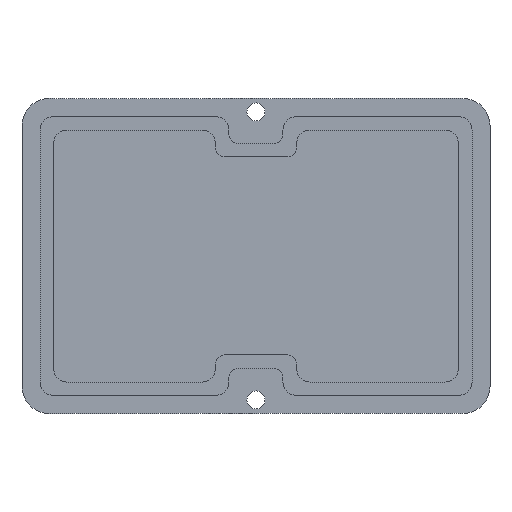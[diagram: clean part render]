
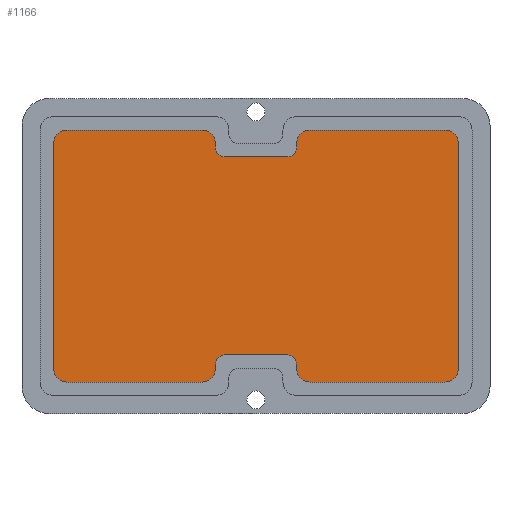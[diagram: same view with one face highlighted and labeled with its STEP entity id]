
A CAD part, front view. The second image highlights one B-rep face of the part: STEP entity #1166.
In plain terms, the highlighted planar face has unit normal (0, -1, 0).
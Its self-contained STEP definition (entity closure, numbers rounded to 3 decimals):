
#57=CARTESIAN_POINT('',(-3.5,0.,-12.));
#58=DIRECTION('',(0.,-1.,0.));
#59=DIRECTION('',(0.,0.,1.));
#60=AXIS2_PLACEMENT_3D('',#57,#58,#59);
#62=DIRECTION('',(0.,0.,-1.));
#63=VECTOR('',#62,0.5);
#64=CARTESIAN_POINT('',(-4.5,0.,-12.));
#65=LINE('',#64,#63);
#66=CARTESIAN_POINT('',(-6.,0.,-12.5));
#67=DIRECTION('',(0.,-1.,0.));
#68=DIRECTION('',(0.,0.,-1.));
#69=AXIS2_PLACEMENT_3D('',#66,#67,#68);
#71=DIRECTION('',(-1.,0.,0.));
#72=VECTOR('',#71,15.);
#73=CARTESIAN_POINT('',(-6.,0.,-14.));
#74=LINE('',#73,#72);
#75=CARTESIAN_POINT('',(-21.,0.,-12.5));
#76=DIRECTION('',(0.,-1.,0.));
#77=DIRECTION('',(-1.,0.,0.));
#78=AXIS2_PLACEMENT_3D('',#75,#76,#77);
#80=CARTESIAN_POINT('',(-21.,0.,12.5));
#81=DIRECTION('',(0.,1.,0.));
#82=DIRECTION('',(-1.,0.,0.));
#83=AXIS2_PLACEMENT_3D('',#80,#81,#82);
#85=DIRECTION('',(-1.,0.,0.));
#86=VECTOR('',#85,15.);
#87=CARTESIAN_POINT('',(-6.,0.,14.));
#88=LINE('',#87,#86);
#89=CARTESIAN_POINT('',(-6.,0.,12.5));
#90=DIRECTION('',(0.,1.,0.));
#91=DIRECTION('',(0.,0.,1.));
#92=AXIS2_PLACEMENT_3D('',#89,#90,#91);
#94=DIRECTION('',(0.,0.,1.));
#95=VECTOR('',#94,0.5);
#96=CARTESIAN_POINT('',(-4.5,0.,12.));
#97=LINE('',#96,#95);
#98=CARTESIAN_POINT('',(-3.5,0.,12.));
#99=DIRECTION('',(0.,1.,0.));
#100=DIRECTION('',(0.,0.,-1.));
#101=AXIS2_PLACEMENT_3D('',#98,#99,#100);
#103=CARTESIAN_POINT('',(3.5,0.,12.));
#104=DIRECTION('',(0.,-1.,0.));
#105=DIRECTION('',(0.,0.,-1.));
#106=AXIS2_PLACEMENT_3D('',#103,#104,#105);
#108=DIRECTION('',(0.,0.,1.));
#109=VECTOR('',#108,0.5);
#110=CARTESIAN_POINT('',(4.5,0.,12.));
#111=LINE('',#110,#109);
#112=CARTESIAN_POINT('',(6.,0.,12.5));
#113=DIRECTION('',(0.,-1.,0.));
#114=DIRECTION('',(0.,0.,1.));
#115=AXIS2_PLACEMENT_3D('',#112,#113,#114);
#117=DIRECTION('',(1.,0.,0.));
#118=VECTOR('',#117,15.);
#119=CARTESIAN_POINT('',(6.,0.,14.));
#120=LINE('',#119,#118);
#121=CARTESIAN_POINT('',(21.,0.,12.5));
#122=DIRECTION('',(0.,-1.,0.));
#123=DIRECTION('',(1.,0.,0.));
#124=AXIS2_PLACEMENT_3D('',#121,#122,#123);
#126=CARTESIAN_POINT('',(21.,0.,-12.5));
#127=DIRECTION('',(0.,1.,0.));
#128=DIRECTION('',(1.,0.,0.));
#129=AXIS2_PLACEMENT_3D('',#126,#127,#128);
#131=DIRECTION('',(1.,0.,0.));
#132=VECTOR('',#131,15.);
#133=CARTESIAN_POINT('',(6.,0.,-14.));
#134=LINE('',#133,#132);
#135=CARTESIAN_POINT('',(6.,0.,-12.5));
#136=DIRECTION('',(0.,1.,0.));
#137=DIRECTION('',(0.,0.,-1.));
#138=AXIS2_PLACEMENT_3D('',#135,#136,#137);
#140=DIRECTION('',(0.,0.,-1.));
#141=VECTOR('',#140,0.5);
#142=CARTESIAN_POINT('',(4.5,0.,-12.));
#143=LINE('',#142,#141);
#144=CARTESIAN_POINT('',(3.5,0.,-12.));
#145=DIRECTION('',(0.,1.,0.));
#146=DIRECTION('',(0.,0.,1.));
#147=AXIS2_PLACEMENT_3D('',#144,#145,#146);
#349=DIRECTION('',(1.,0.,0.));
#350=VECTOR('',#349,7.);
#351=CARTESIAN_POINT('',(-3.5,0.,-11.));
#352=LINE('',#351,#350);
#537=DIRECTION('',(0.,0.,-1.));
#538=VECTOR('',#537,25.);
#539=CARTESIAN_POINT('',(-22.5,0.,12.5));
#540=LINE('',#539,#538);
#593=DIRECTION('',(-1.,0.,0.));
#594=VECTOR('',#593,7.);
#595=CARTESIAN_POINT('',(3.5,0.,11.));
#596=LINE('',#595,#594);
#629=DIRECTION('',(0.,0.,1.));
#630=VECTOR('',#629,25.);
#631=CARTESIAN_POINT('',(22.5,0.,-12.5));
#632=LINE('',#631,#630);
#849=CARTESIAN_POINT('',(4.5,0.,12.));
#850=CARTESIAN_POINT('',(4.5,0.,12.5));
#851=VERTEX_POINT('',#849);
#852=VERTEX_POINT('',#850);
#853=CARTESIAN_POINT('',(6.,0.,14.));
#854=CARTESIAN_POINT('',(21.,0.,14.));
#855=VERTEX_POINT('',#853);
#856=VERTEX_POINT('',#854);
#873=CARTESIAN_POINT('',(3.5,0.,11.));
#874=VERTEX_POINT('',#873);
#875=CARTESIAN_POINT('',(22.5,0.,12.5));
#876=VERTEX_POINT('',#875);
#905=CARTESIAN_POINT('',(3.5,0.,-11.));
#906=VERTEX_POINT('',#905);
#907=CARTESIAN_POINT('',(4.5,0.,-12.));
#908=VERTEX_POINT('',#907);
#909=CARTESIAN_POINT('',(4.5,0.,-12.5));
#910=VERTEX_POINT('',#909);
#911=CARTESIAN_POINT('',(6.,0.,-14.));
#912=VERTEX_POINT('',#911);
#913=CARTESIAN_POINT('',(21.,0.,-14.));
#914=VERTEX_POINT('',#913);
#915=CARTESIAN_POINT('',(22.5,0.,-12.5));
#916=VERTEX_POINT('',#915);
#953=CARTESIAN_POINT('',(-3.5,0.,11.));
#954=VERTEX_POINT('',#953);
#955=CARTESIAN_POINT('',(-4.5,0.,12.));
#956=VERTEX_POINT('',#955);
#957=CARTESIAN_POINT('',(-4.5,0.,12.5));
#958=VERTEX_POINT('',#957);
#959=CARTESIAN_POINT('',(-6.,0.,14.));
#960=VERTEX_POINT('',#959);
#961=CARTESIAN_POINT('',(-21.,0.,14.));
#962=VERTEX_POINT('',#961);
#963=CARTESIAN_POINT('',(-22.5,0.,12.5));
#964=VERTEX_POINT('',#963);
#1001=CARTESIAN_POINT('',(-3.5,0.,-11.));
#1002=VERTEX_POINT('',#1001);
#1003=CARTESIAN_POINT('',(-4.5,0.,-12.));
#1004=VERTEX_POINT('',#1003);
#1005=CARTESIAN_POINT('',(-4.5,0.,-12.5));
#1006=VERTEX_POINT('',#1005);
#1007=CARTESIAN_POINT('',(-6.,0.,-14.));
#1008=VERTEX_POINT('',#1007);
#1009=CARTESIAN_POINT('',(-21.,0.,-14.));
#1010=VERTEX_POINT('',#1009);
#1011=CARTESIAN_POINT('',(-22.5,0.,-12.5));
#1012=VERTEX_POINT('',#1011);
#1111=CARTESIAN_POINT('',(0.,0.,0.));
#1112=DIRECTION('',(0.,1.,0.));
#1113=DIRECTION('',(1.,0.,0.));
#1114=AXIS2_PLACEMENT_3D('',#1111,#1112,#1113);
#1115=PLANE('',#1114);
#1117=ORIENTED_EDGE('',*,*,#1116,.F.);
#1119=ORIENTED_EDGE('',*,*,#1118,.T.);
#1121=ORIENTED_EDGE('',*,*,#1120,.T.);
#1123=ORIENTED_EDGE('',*,*,#1122,.F.);
#1125=ORIENTED_EDGE('',*,*,#1124,.T.);
#1127=ORIENTED_EDGE('',*,*,#1126,.F.);
#1129=ORIENTED_EDGE('',*,*,#1128,.F.);
#1131=ORIENTED_EDGE('',*,*,#1130,.T.);
#1133=ORIENTED_EDGE('',*,*,#1132,.F.);
#1135=ORIENTED_EDGE('',*,*,#1134,.T.);
#1137=ORIENTED_EDGE('',*,*,#1136,.F.);
#1139=ORIENTED_EDGE('',*,*,#1138,.F.);
#1141=ORIENTED_EDGE('',*,*,#1140,.F.);
#1143=ORIENTED_EDGE('',*,*,#1142,.T.);
#1145=ORIENTED_EDGE('',*,*,#1144,.T.);
#1147=ORIENTED_EDGE('',*,*,#1146,.F.);
#1149=ORIENTED_EDGE('',*,*,#1148,.T.);
#1151=ORIENTED_EDGE('',*,*,#1150,.F.);
#1153=ORIENTED_EDGE('',*,*,#1152,.F.);
#1155=ORIENTED_EDGE('',*,*,#1154,.T.);
#1157=ORIENTED_EDGE('',*,*,#1156,.F.);
#1159=ORIENTED_EDGE('',*,*,#1158,.T.);
#1161=ORIENTED_EDGE('',*,*,#1160,.F.);
#1163=ORIENTED_EDGE('',*,*,#1162,.F.);
#1164=EDGE_LOOP('',(#1117,#1119,#1121,#1123,#1125,#1127,#1129,#1131,#1133,#1135,
#1137,#1139,#1141,#1143,#1145,#1147,#1149,#1151,#1153,#1155,#1157,#1159,#1161,
#1163));
#1165=FACE_OUTER_BOUND('',#1164,.F.);
#1166=ADVANCED_FACE('',(#1165),#1115,.F.);
#61=CIRCLE('',#60,1.);
#70=CIRCLE('',#69,1.5);
#79=CIRCLE('',#78,1.5);
#84=CIRCLE('',#83,1.5);
#93=CIRCLE('',#92,1.5);
#102=CIRCLE('',#101,1.);
#107=CIRCLE('',#106,1.);
#116=CIRCLE('',#115,1.5);
#125=CIRCLE('',#124,1.5);
#130=CIRCLE('',#129,1.5);
#139=CIRCLE('',#138,1.5);
#148=CIRCLE('',#147,1.);
#1116=EDGE_CURVE('',#1002,#906,#352,.T.);
#1118=EDGE_CURVE('',#1002,#1004,#61,.T.);
#1120=EDGE_CURVE('',#1004,#1006,#65,.T.);
#1122=EDGE_CURVE('',#1008,#1006,#70,.T.);
#1124=EDGE_CURVE('',#1008,#1010,#74,.T.);
#1126=EDGE_CURVE('',#1012,#1010,#79,.T.);
#1128=EDGE_CURVE('',#964,#1012,#540,.T.);
#1130=EDGE_CURVE('',#964,#962,#84,.T.);
#1132=EDGE_CURVE('',#960,#962,#88,.T.);
#1134=EDGE_CURVE('',#960,#958,#93,.T.);
#1136=EDGE_CURVE('',#956,#958,#97,.T.);
#1138=EDGE_CURVE('',#954,#956,#102,.T.);
#1140=EDGE_CURVE('',#874,#954,#596,.T.);
#1142=EDGE_CURVE('',#874,#851,#107,.T.);
#1144=EDGE_CURVE('',#851,#852,#111,.T.);
#1146=EDGE_CURVE('',#855,#852,#116,.T.);
#1148=EDGE_CURVE('',#855,#856,#120,.T.);
#1150=EDGE_CURVE('',#876,#856,#125,.T.);
#1152=EDGE_CURVE('',#916,#876,#632,.T.);
#1154=EDGE_CURVE('',#916,#914,#130,.T.);
#1156=EDGE_CURVE('',#912,#914,#134,.T.);
#1158=EDGE_CURVE('',#912,#910,#139,.T.);
#1160=EDGE_CURVE('',#908,#910,#143,.T.);
#1162=EDGE_CURVE('',#906,#908,#148,.T.);
